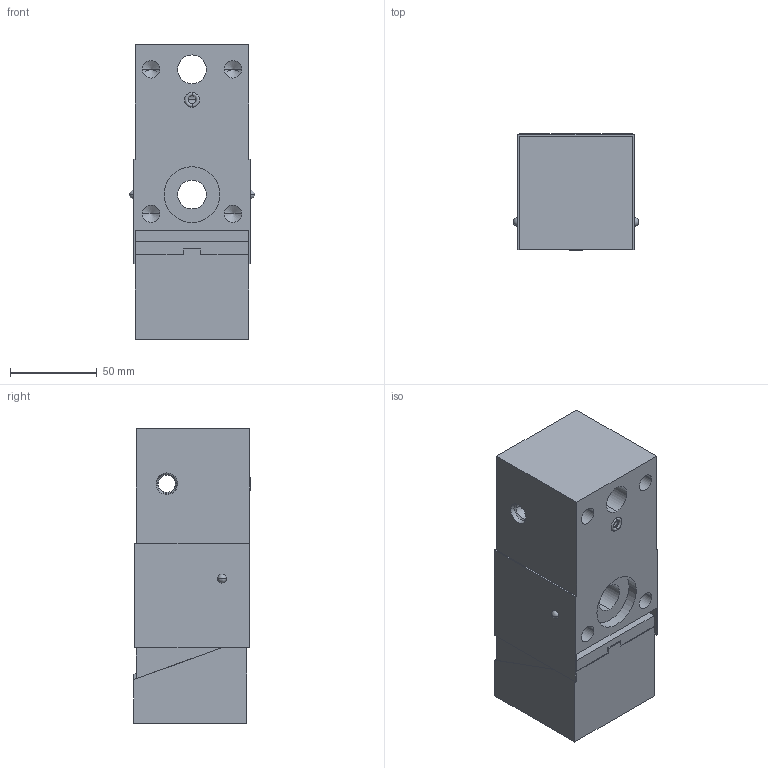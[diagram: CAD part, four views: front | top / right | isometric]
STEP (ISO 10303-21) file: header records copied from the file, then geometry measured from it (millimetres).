
FILE_DESCRIPTION((''),'2;1');
FILE_NAME('ILC15311200_15311204','2005-04-21T',('KR'),(''),'PRO/ENGINEER BY PARAMETRIC TECHNOLOGY CORPORATION, 2004290','PRO/ENGINEER BY PARAMETRIC TECHNOLOGY CORPORATION, 2004290','');
FILE_SCHEMA(('AUTOMOTIVE_DESIGN_CC2 { 1 2 10303 214 -1 1 5 2 }'));
Length unit declared in the file: inch
Products named in the file (1): ILC15311200_15311204
Bounding box: 72.06 x 66.94 x 169.49 mm (x, y, z)
Volume: 645679.7 mm3; surface area: 84496.8 mm2
Topology: 2 solids, 2 shells, 115 faces, 312 edges, 187 vertices
Faces by surface type: plane 61, cylinder 30, cone 16, sphere 4, torus 4
Entity records: 4687 total; most frequent: CARTESIAN_POINT 743, ORIENTED_EDGE 600, DIRECTION 592, PRESENTATION_STYLE_ASSIGNMENT 306, STYLED_ITEM 302, CURVE_STYLE 300, EDGE_CURVE 300, AXIS2_PLACEMENT_3D 203
